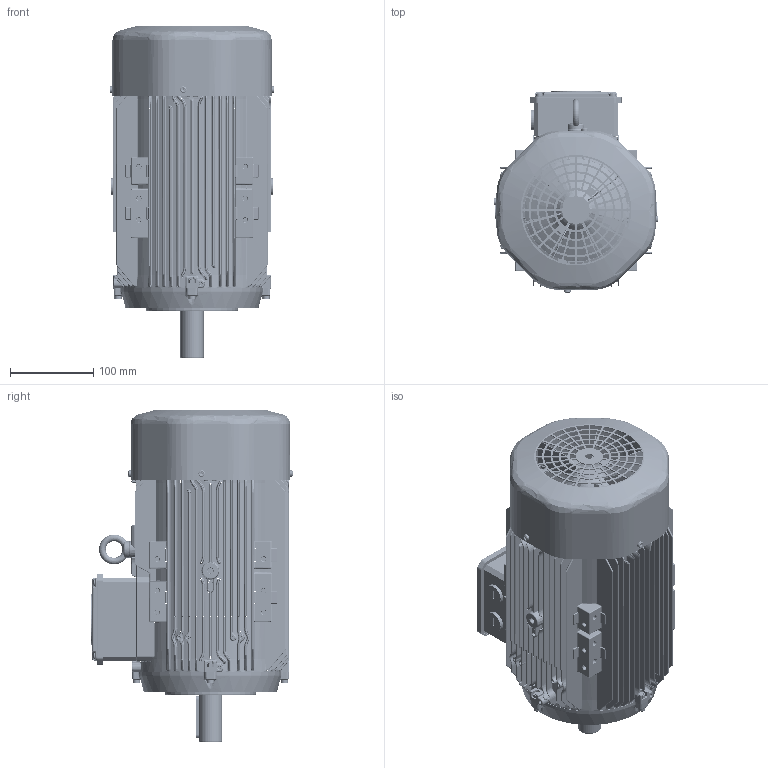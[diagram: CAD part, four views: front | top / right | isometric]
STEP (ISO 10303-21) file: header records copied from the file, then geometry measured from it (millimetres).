
FILE_DESCRIPTION(/* description */ (''),/* implementation_level */ '2;1');
FILE_NAME(/* name */ '_QHS Series_ 112_B14a_stp.stp',/* time_stamp */ '2024-07-31T18:14:25+03:00',/* author */ (''),/* organization */ (''),/* preprocessor_version */ 'ST-DEVELOPER v18.102',/* originating_system */ 'SIEMENS PLM Software NX2206.8101',/* authorisation */ '');
FILE_SCHEMA (('AUTOMOTIVE_DESIGN { 1 0 10303 214 3 1 1 1 }'));
Products named in the file (1): _QHS Series_ 112_B14a_stp_objects
Bounding box: 197.75 x 242.09 x 399.31 mm (x, y, z)
Surface area: 785345 mm2 (no closed solid volume)
Topology: 0 solids, 82 shells, 5501 faces, 16306 edges, 10163 vertices
Faces by surface type: cylinder 2172, plane 1221, torus 1212, bspline 573, cone 210, sphere 113
Full cylindrical faces by diameter (mm): 5 x7, 6.8 x4, 8 x8, 8.5 x5, 10 x1, 25 x3, 27.6 x1, 28 x1, 30 x1, 57.4 x1, 60.737 x1, 110 x1, 133 x1
Entity records: 208880 total; most frequent: CARTESIAN_POINT 73102, ORIENTED_EDGE 26536, DIRECTION 21309, EDGE_CURVE 15917, VERTEX_POINT 10076, AXIS2_PLACEMENT_3D 8128, B_SPLINE_CURVE_WITH_KNOTS 7441, EDGE_LOOP 5850
